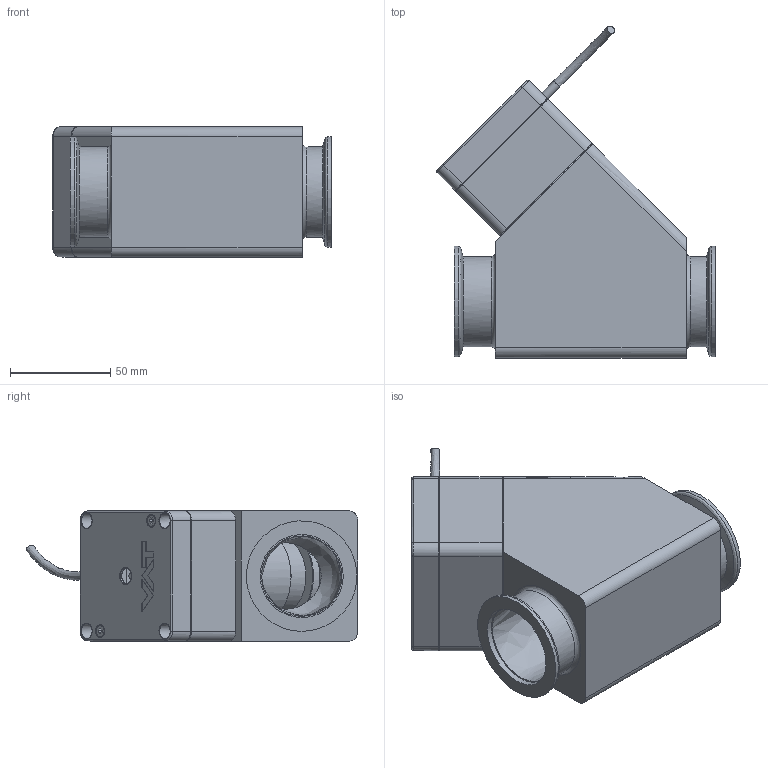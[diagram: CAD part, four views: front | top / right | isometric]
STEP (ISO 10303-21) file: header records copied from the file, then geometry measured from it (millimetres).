
FILE_DESCRIPTION((''),'2;1');
FILE_NAME('256665.stp','2004-11-18T14:17:55',('User'),('SDRC'),'I-DEAS Master Series 9','UNIX','Yes');
FILE_SCHEMA(('CONFIG_CONTROL_DESIGN'));
Length unit declared in the file: millimetre
Assembly tree (15 placements, depth 0):
Bounding box: 138.81 x 165.23 x 65.07 mm (x, y, z)
Volume: 411624.6 mm3; surface area: 151206.2 mm2
Topology: 22 solids, 22 shells, 552 faces, 1322 edges, 855 vertices
Faces by surface type: bspline 552
Entity records: 17863 total; most frequent: CARTESIAN_POINT 9207, ORIENTED_EDGE 2324, EDGE_CURVE 1162, VERTEX_POINT 751, EDGE_LOOP 545, FACE_OUTER_BOUND 477, ADVANCED_FACE 477, B_SPLINE_CURVE_WITH_KNOTS 465
